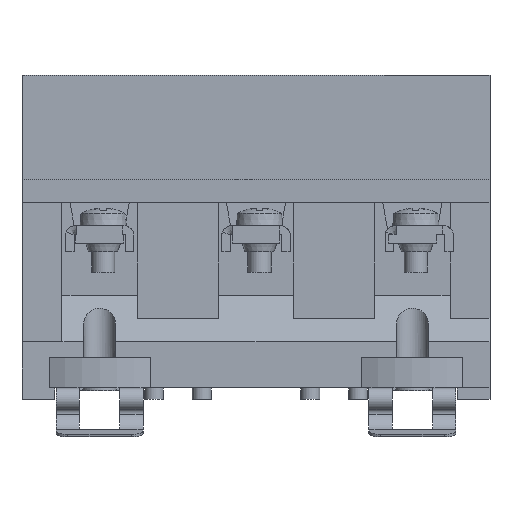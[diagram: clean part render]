
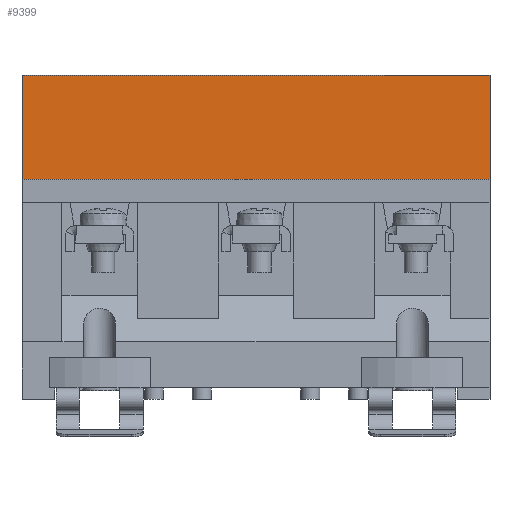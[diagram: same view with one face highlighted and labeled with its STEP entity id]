
A CAD part, front view. The second image highlights one B-rep face of the part: STEP entity #9399.
In plain terms, the highlighted planar face has unit normal (0, -1, 0).
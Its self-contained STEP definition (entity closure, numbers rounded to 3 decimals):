
#9399=ADVANCED_FACE('',(#11420),#10298,.F.);
#10298=PLANE('',#32268);
#11420=FACE_OUTER_BOUND('',#12842,.T.);
#12842=EDGE_LOOP('',(#19372,#19373,#19374,#19375));
#19372=ORIENTED_EDGE('',*,*,#22992,.T.);
#19373=ORIENTED_EDGE('',*,*,#22980,.T.);
#19374=ORIENTED_EDGE('',*,*,#25853,.T.);
#19375=ORIENTED_EDGE('',*,*,#23017,.F.);
#20511=VERTEX_POINT('',#40169);
#20512=VERTEX_POINT('',#40170);
#20521=VERTEX_POINT('',#40192);
#20534=VERTEX_POINT('',#40276);
#22980=EDGE_CURVE('',#20511,#20512,#26371,.T.);
#22992=EDGE_CURVE('',#20521,#20511,#26383,.T.);
#23017=EDGE_CURVE('',#20521,#20534,#26386,.T.);
#25853=EDGE_CURVE('',#20512,#20534,#28053,.T.);
#26371=LINE('',#40168,#28413);
#26383=LINE('',#40191,#28425);
#26386=LINE('',#40275,#28428);
#28053=LINE('',#52330,#30095);
#28413=VECTOR('',#32893,1.);
#28425=VECTOR('',#32907,1.);
#28428=VECTOR('',#32966,1.);
#30095=VECTOR('',#38179,1.);
#32268=AXIS2_PLACEMENT_3D('',#52331,#38180,#38181);
#32893=DIRECTION('',(0.,0.,-1.));
#32907=DIRECTION('',(-1.,0.,0.));
#32966=DIRECTION('',(0.,0.,-1.));
#38179=DIRECTION('',(1.,0.,0.));
#38180=DIRECTION('',(0.,1.,0.));
#38181=DIRECTION('',(0.,0.,1.));
#40168=CARTESIAN_POINT('',(0.,13.25,65.451));
#40169=CARTESIAN_POINT('',(0.,13.25,62.45));
#40170=CARTESIAN_POINT('',(0.,13.25,44.45));
#40191=CARTESIAN_POINT('',(80.6,13.25,62.45));
#40192=CARTESIAN_POINT('',(80.8,13.25,62.45));
#40275=CARTESIAN_POINT('',(80.8,13.25,44.45));
#40276=CARTESIAN_POINT('',(80.8,13.25,44.45));
#52330=CARTESIAN_POINT('',(88.64,13.25,44.45));
#52331=CARTESIAN_POINT('',(88.64,13.25,65.451));
